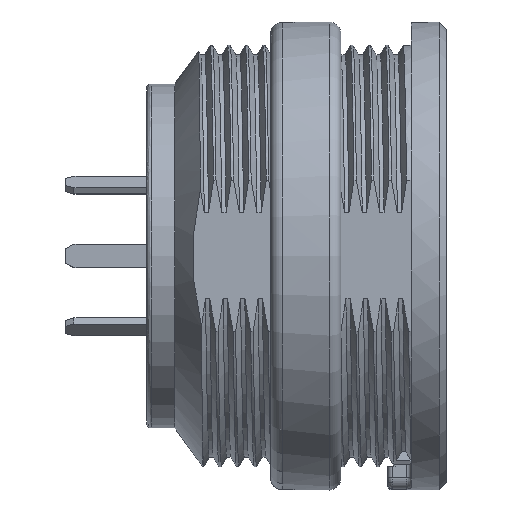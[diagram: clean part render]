
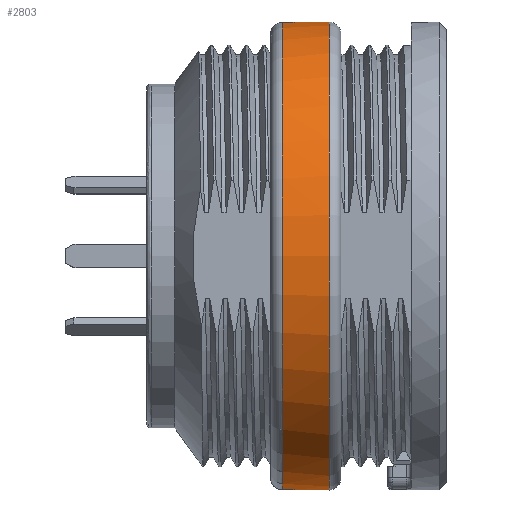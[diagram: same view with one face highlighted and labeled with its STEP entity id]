
A CAD part, top view. The second image highlights one B-rep face of the part: STEP entity #2803.
In plain terms, the highlighted cylindrical face has radius 10 mm (diameter 20 mm), a full revolution.
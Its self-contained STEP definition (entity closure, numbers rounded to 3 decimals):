
#2096=FACE_BOUND('',#4006,.T.);
#2097=FACE_BOUND('',#4007,.T.);
#2803=ADVANCED_FACE('',(#2096,#2097),#2992,.T.);
#2992=CYLINDRICAL_SURFACE('',#11801,10.);
#4006=EDGE_LOOP('',(#7791));
#4007=EDGE_LOOP('',(#7792,#7793,#7794,#7795,#7796,#7797,#7798,#7799));
#4782=LINE('',#18406,#5514);
#4786=LINE('',#18425,#5518);
#4790=LINE('',#18481,#5522);
#4796=LINE('',#18568,#5528);
#5514=VECTOR('',#13262,1.);
#5518=VECTOR('',#13268,1.);
#5522=VECTOR('',#13274,1.);
#5528=VECTOR('',#13282,1.);
#7791=ORIENTED_EDGE('',*,*,#10839,.F.);
#7792=ORIENTED_EDGE('',*,*,#10780,.F.);
#7793=ORIENTED_EDGE('',*,*,#10800,.T.);
#7794=ORIENTED_EDGE('',*,*,#10794,.T.);
#7795=ORIENTED_EDGE('',*,*,#10840,.T.);
#7796=ORIENTED_EDGE('',*,*,#10770,.F.);
#7797=ORIENTED_EDGE('',*,*,#10841,.T.);
#7798=ORIENTED_EDGE('',*,*,#10764,.T.);
#7799=ORIENTED_EDGE('',*,*,#10842,.T.);
#9409=VERTEX_POINT('',#18405);
#9410=VERTEX_POINT('',#18407);
#9415=VERTEX_POINT('',#18424);
#9416=VERTEX_POINT('',#18426);
#9424=VERTEX_POINT('',#18480);
#9425=VERTEX_POINT('',#18482);
#9436=VERTEX_POINT('',#18567);
#9437=VERTEX_POINT('',#18569);
#9459=VERTEX_POINT('',#19177);
#10764=EDGE_CURVE('',#9410,#9409,#4782,.T.);
#10770=EDGE_CURVE('',#9415,#9416,#4786,.T.);
#10780=EDGE_CURVE('',#9424,#9425,#4790,.T.);
#10794=EDGE_CURVE('',#9437,#9436,#4796,.T.);
#10800=EDGE_CURVE('',#9424,#9437,#11373,.T.);
#10839=EDGE_CURVE('',#9459,#9459,#11374,.T.);
#10840=EDGE_CURVE('',#9436,#9416,#11375,.T.);
#10841=EDGE_CURVE('',#9415,#9410,#11376,.T.);
#10842=EDGE_CURVE('',#9409,#9425,#11377,.T.);
#11373=CIRCLE('',#11795,10.);
#11374=CIRCLE('',#11797,10.);
#11375=CIRCLE('',#11798,10.);
#11376=CIRCLE('',#11799,10.);
#11377=CIRCLE('',#11800,10.);
#11795=AXIS2_PLACEMENT_3D('',#18588,#13287,#13288);
#11797=AXIS2_PLACEMENT_3D('',#19176,#13291,#13292);
#11798=AXIS2_PLACEMENT_3D('',#19178,#13293,#13294);
#11799=AXIS2_PLACEMENT_3D('',#19179,#13295,#13296);
#11800=AXIS2_PLACEMENT_3D('',#19180,#13297,#13298);
#11801=AXIS2_PLACEMENT_3D('',#19181,#13299,#13300);
#13262=DIRECTION('',(-1.,0.,0.));
#13268=DIRECTION('',(-1.,0.,0.));
#13274=DIRECTION('',(-1.,0.,0.));
#13282=DIRECTION('',(-1.,0.,0.));
#13287=DIRECTION('',(1.,0.,0.));
#13288=DIRECTION('',(0.,1.,0.));
#13291=DIRECTION('',(1.,0.,0.));
#13292=DIRECTION('',(0.,1.,0.));
#13293=DIRECTION('',(1.,0.,0.));
#13294=DIRECTION('',(0.,1.,0.));
#13295=DIRECTION('',(1.,0.,0.));
#13296=DIRECTION('',(0.,1.,0.));
#13297=DIRECTION('',(1.,0.,0.));
#13298=DIRECTION('',(0.,1.,0.));
#13299=DIRECTION('',(1.,0.,0.));
#13300=DIRECTION('',(0.,1.,0.));
#18405=CARTESIAN_POINT('',(1.15,-9.982,-0.6));
#18406=CARTESIAN_POINT('',(1.65,-9.982,-0.6));
#18407=CARTESIAN_POINT('',(1.65,-9.982,-0.6));
#18424=CARTESIAN_POINT('',(1.65,-9.982,0.6));
#18425=CARTESIAN_POINT('',(1.65,-9.982,0.6));
#18426=CARTESIAN_POINT('',(1.15,-9.982,0.6));
#18480=CARTESIAN_POINT('',(1.65,9.982,-0.6));
#18481=CARTESIAN_POINT('',(1.65,9.982,-0.6));
#18482=CARTESIAN_POINT('',(1.15,9.982,-0.6));
#18567=CARTESIAN_POINT('',(1.15,9.982,0.6));
#18568=CARTESIAN_POINT('',(3.65,9.982,0.6));
#18569=CARTESIAN_POINT('',(1.65,9.982,0.6));
#18588=CARTESIAN_POINT('',(1.65,0.,0.));
#19176=CARTESIAN_POINT('',(3.15,0.,0.));
#19177=CARTESIAN_POINT('',(3.15,10.,0.));
#19178=CARTESIAN_POINT('',(1.15,0.,0.));
#19179=CARTESIAN_POINT('',(1.65,0.,0.));
#19180=CARTESIAN_POINT('',(1.15,0.,0.));
#19181=CARTESIAN_POINT('',(3.65,0.,0.));
